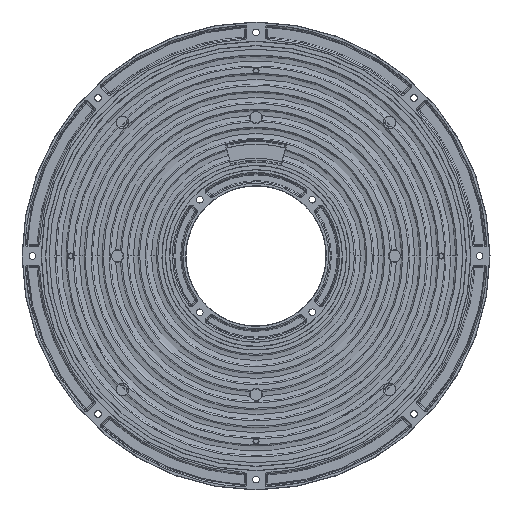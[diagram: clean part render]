
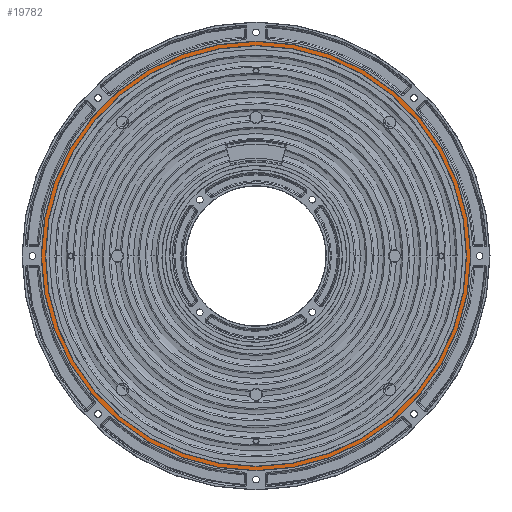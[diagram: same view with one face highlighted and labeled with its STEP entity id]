
A CAD part, top view. The second image highlights one B-rep face of the part: STEP entity #19782.
In plain terms, the highlighted planar face has unit normal (0, 0, 1).
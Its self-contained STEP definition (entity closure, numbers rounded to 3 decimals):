
#1203 = CIRCLE ( 'NONE', #27455, 106.8 ) ;
#3910 = EDGE_CURVE ( 'NONE', #38606, #7754, #41934, .T. ) ;
#4805 = VERTEX_POINT ( 'NONE', #21091 ) ;
#6501 = DIRECTION ( 'NONE',  ( 0., 0., 1. ) ) ;
#6545 = DIRECTION ( 'NONE',  ( 0., 0., -1. ) ) ;
#7298 = EDGE_CURVE ( 'NONE', #4805, #25506, #41521, .T. ) ;
#7312 = AXIS2_PLACEMENT_3D ( 'NONE', #15032, #29344, #43659 ) ;
#7754 = VERTEX_POINT ( 'NONE', #21130 ) ;
#8593 = CARTESIAN_POINT ( 'NONE',  ( 0., 0., -2.5 ) ) ;
#9225 = ORIENTED_EDGE ( 'NONE', *, *, #24525, .F. ) ;
#10060 = FACE_OUTER_BOUND ( 'NONE', #45703, .T. ) ;
#11775 = DIRECTION ( 'NONE',  ( 0., 0., 1. ) ) ;
#14701 = EDGE_CURVE ( 'NONE', #7754, #38606, #1203, .T. ) ;
#15032 = CARTESIAN_POINT ( 'NONE',  ( 0., 0., -2.5 ) ) ;
#19023 = AXIS2_PLACEMENT_3D ( 'NONE', #8593, #22900, #37192 ) ;
#19782 = ADVANCED_FACE ( 'NONE', ( #42212, #10060 ), #24383, .F. ) ;
#20799 = DIRECTION ( 'NONE',  ( 1., 0., 0. ) ) ;
#20847 = DIRECTION ( 'NONE',  ( -1., 0., 0. ) ) ;
#21091 = CARTESIAN_POINT ( 'NONE',  ( -104.8, 0., -2.5 ) ) ;
#21130 = CARTESIAN_POINT ( 'NONE',  ( 106.8, 0., -2.5 ) ) ;
#21381 = CARTESIAN_POINT ( 'NONE',  ( 104.8, 0., -2.5 ) ) ;
#22900 = DIRECTION ( 'NONE',  ( 0., 0., 1. ) ) ;
#24383 = PLANE ( 'NONE',  #35870 ) ;
#24525 = EDGE_CURVE ( 'NONE', #25506, #4805, #27547, .T. ) ;
#25506 = VERTEX_POINT ( 'NONE', #21381 ) ;
#26111 = DIRECTION ( 'NONE',  ( 1., 0., 0. ) ) ;
#26175 = AXIS2_PLACEMENT_3D ( 'NONE', #43940, #11775, #26111 ) ;
#26733 = ORIENTED_EDGE ( 'NONE', *, *, #7298, .F. ) ;
#27455 = AXIS2_PLACEMENT_3D ( 'NONE', #38644, #6501, #20799 ) ;
#27547 = CIRCLE ( 'NONE', #7312, 104.8 ) ;
#29344 = DIRECTION ( 'NONE',  ( 0., 0., 1. ) ) ;
#30078 = CARTESIAN_POINT ( 'NONE',  ( -106.8, 0., -2.5 ) ) ;
#35870 = AXIS2_PLACEMENT_3D ( 'NONE', #38690, #6545, #20847 ) ;
#37192 = DIRECTION ( 'NONE',  ( -1., 0., 0. ) ) ;
#38606 = VERTEX_POINT ( 'NONE', #30078 ) ;
#38644 = CARTESIAN_POINT ( 'NONE',  ( 0., 0., -2.5 ) ) ;
#38690 = CARTESIAN_POINT ( 'NONE',  ( 0., 106.8, -2.5 ) ) ;
#40059 = EDGE_LOOP ( 'NONE', ( #26733, #9225 ) ) ;
#41521 = CIRCLE ( 'NONE', #19023, 104.8 ) ;
#41934 = CIRCLE ( 'NONE', #26175, 106.8 ) ;
#42212 = FACE_BOUND ( 'NONE', #40059, .T. ) ;
#43659 = DIRECTION ( 'NONE',  ( -1., 0., 0. ) ) ;
#43790 = ORIENTED_EDGE ( 'NONE', *, *, #14701, .T. ) ;
#43940 = CARTESIAN_POINT ( 'NONE',  ( 0., 0., -2.5 ) ) ;
#45565 = ORIENTED_EDGE ( 'NONE', *, *, #3910, .T. ) ;
#45703 = EDGE_LOOP ( 'NONE', ( #43790, #45565 ) ) ;
